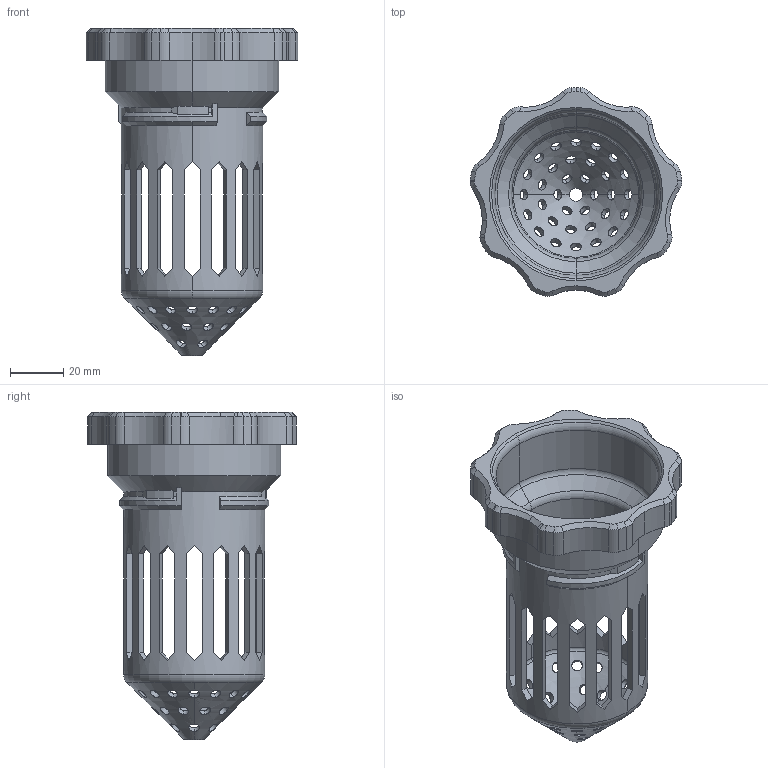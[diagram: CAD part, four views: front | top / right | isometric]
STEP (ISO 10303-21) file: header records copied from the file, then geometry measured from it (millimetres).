
FILE_DESCRIPTION (( 'STEP AP203' ), '1' );
FILE_NAME ('Standard_Pot.STEP', '2020-11-29T12:46:35', ( '' ), ( '' ), '', '', '' );
FILE_SCHEMA (( 'CONFIG_CONTROL_DESIGN' ));
Length unit declared in the file: millimetre
Products named in the file (1): Standard_Pot
Bounding box: 79.38 x 78.36 x 122.63 mm (x, y, z)
Volume: 42831.5 mm3; surface area: 43168.7 mm2
Topology: 1 solids, 1 shells, 401 faces, 1107 edges, 694 vertices
Faces by surface type: cylinder 165, plane 122, cone 60, torus 54
Entity records: 16559 total; most frequent: CARTESIAN_POINT 6447, ORIENTED_EDGE 2214, DIRECTION 2028, EDGE_CURVE 1107, AXIS2_PLACEMENT_3D 795, VERTEX_POINT 694, EDGE_LOOP 487, LINE 438
